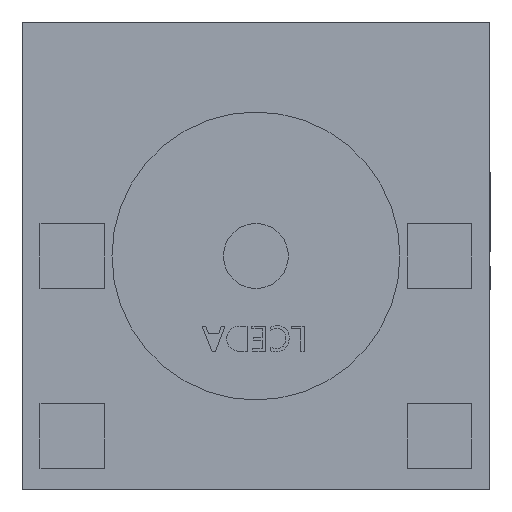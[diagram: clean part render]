
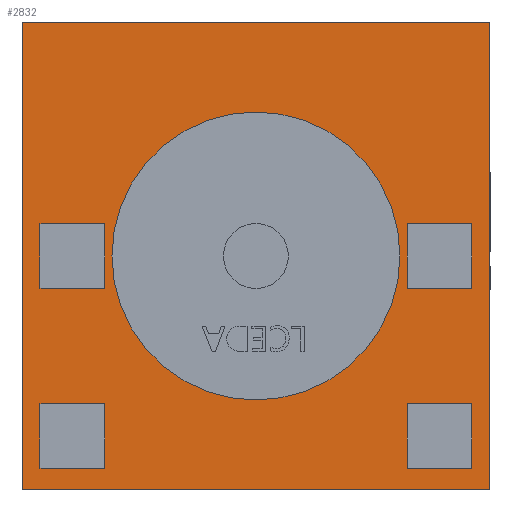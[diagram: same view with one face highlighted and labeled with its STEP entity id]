
A CAD part, left-side view. The second image highlights one B-rep face of the part: STEP entity #2832.
In plain terms, the highlighted planar face has unit normal (-1, 0, 0).
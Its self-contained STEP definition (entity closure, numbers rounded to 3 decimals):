
#148 = EDGE_LOOP ( 'NONE', ( #4765, #3529, #1310, #1738 ) ) ;
#167 = DIRECTION ( 'NONE',  ( 0., -1., 0. ) ) ;
#342 = DIRECTION ( 'NONE',  ( 1., 0., 0. ) ) ;
#377 = CARTESIAN_POINT ( 'NONE',  ( 39.491, -39.955, -4.953 ) ) ;
#520 = DIRECTION ( 'NONE',  ( -1., 0., 0. ) ) ;
#587 = ORIENTED_EDGE ( 'NONE', *, *, #3452, .F. ) ;
#634 = FACE_BOUND ( 'NONE', #4280, .T. ) ;
#661 = DIRECTION ( 'NONE',  ( 0., 0., 1. ) ) ;
#933 = ORIENTED_EDGE ( 'NONE', *, *, #2367, .F. ) ;
#1016 = CARTESIAN_POINT ( 'NONE',  ( 39.491, -33.455, -4.953 ) ) ;
#1032 = DIRECTION ( 'NONE',  ( 0., 0., -1. ) ) ;
#1310 = ORIENTED_EDGE ( 'NONE', *, *, #2424, .F. ) ;
#1338 = VECTOR ( 'NONE', #2403, 1000. ) ;
#1415 = CARTESIAN_POINT ( 'NONE',  ( 39.491, -36.705, -3.703 ) ) ;
#1497 = EDGE_CURVE ( 'NONE', #3102, #2967, #3225, .T. ) ;
#1502 = DIRECTION ( 'NONE',  ( 0., 0., -1. ) ) ;
#1569 = VECTOR ( 'NONE', #167, 1000. ) ;
#1654 = AXIS2_PLACEMENT_3D ( 'NONE', #2108, #2589, #1032 ) ;
#1660 = CARTESIAN_POINT ( 'NONE',  ( 39.491, -39.955, -4.953 ) ) ;
#1738 = ORIENTED_EDGE ( 'NONE', *, *, #2000, .F. ) ;
#1769 = PLANE ( 'NONE',  #3823 ) ;
#1781 = VERTEX_POINT ( 'NONE', #1660 ) ;
#1808 = VECTOR ( 'NONE', #1821, 1000. ) ;
#1821 = DIRECTION ( 'NONE',  ( 0., 0., 1. ) ) ;
#1862 = LINE ( 'NONE', #377, #3409 ) ;
#1889 = CARTESIAN_POINT ( 'NONE',  ( 39.491, -33.455, -4.953 ) ) ;
#2000 = EDGE_CURVE ( 'NONE', #2967, #1781, #1862, .T. ) ;
#2022 = CARTESIAN_POINT ( 'NONE',  ( 39.491, -39.955, -4.953 ) ) ;
#2108 = CARTESIAN_POINT ( 'NONE',  ( 39.491, -36.705, -1.703 ) ) ;
#2346 = CARTESIAN_POINT ( 'NONE',  ( 39.491, -39.955, 1.547 ) ) ;
#2367 = EDGE_CURVE ( 'NONE', #4066, #3673, #2444, .T. ) ;
#2403 = DIRECTION ( 'NONE',  ( 0., 1., 0. ) ) ;
#2424 = EDGE_CURVE ( 'NONE', #1781, #3523, #4721, .T. ) ;
#2444 = CIRCLE ( 'NONE', #3024, 2. ) ;
#2589 = DIRECTION ( 'NONE',  ( -1., 0., 0. ) ) ;
#2832 = ADVANCED_FACE ( 'NONE', ( #3283, #634 ), #1769, .F. ) ;
#2861 = EDGE_CURVE ( 'NONE', #3523, #3102, #4080, .T. ) ;
#2967 = VERTEX_POINT ( 'NONE', #2346 ) ;
#3024 = AXIS2_PLACEMENT_3D ( 'NONE', #4032, #520, #3658 ) ;
#3102 = VERTEX_POINT ( 'NONE', #3616 ) ;
#3225 = LINE ( 'NONE', #4332, #1569 ) ;
#3283 = FACE_OUTER_BOUND ( 'NONE', #148, .T. ) ;
#3409 = VECTOR ( 'NONE', #1502, 1000. ) ;
#3452 = EDGE_CURVE ( 'NONE', #3673, #4066, #3825, .T. ) ;
#3458 = CARTESIAN_POINT ( 'NONE',  ( 39.491, -36.705, 0.297 ) ) ;
#3523 = VERTEX_POINT ( 'NONE', #1889 ) ;
#3529 = ORIENTED_EDGE ( 'NONE', *, *, #2861, .F. ) ;
#3616 = CARTESIAN_POINT ( 'NONE',  ( 39.491, -33.455, 1.547 ) ) ;
#3658 = DIRECTION ( 'NONE',  ( 0., 0., -1. ) ) ;
#3673 = VERTEX_POINT ( 'NONE', #1415 ) ;
#3823 = AXIS2_PLACEMENT_3D ( 'NONE', #4053, #342, #661 ) ;
#3825 = CIRCLE ( 'NONE', #1654, 2. ) ;
#4032 = CARTESIAN_POINT ( 'NONE',  ( 39.491, -36.705, -1.703 ) ) ;
#4053 = CARTESIAN_POINT ( 'NONE',  ( 39.491, -36.705, -1.703 ) ) ;
#4066 = VERTEX_POINT ( 'NONE', #3458 ) ;
#4080 = LINE ( 'NONE', #1016, #1808 ) ;
#4280 = EDGE_LOOP ( 'NONE', ( #587, #933 ) ) ;
#4332 = CARTESIAN_POINT ( 'NONE',  ( 39.491, -39.955, 1.547 ) ) ;
#4721 = LINE ( 'NONE', #2022, #1338 ) ;
#4765 = ORIENTED_EDGE ( 'NONE', *, *, #1497, .F. ) ;
